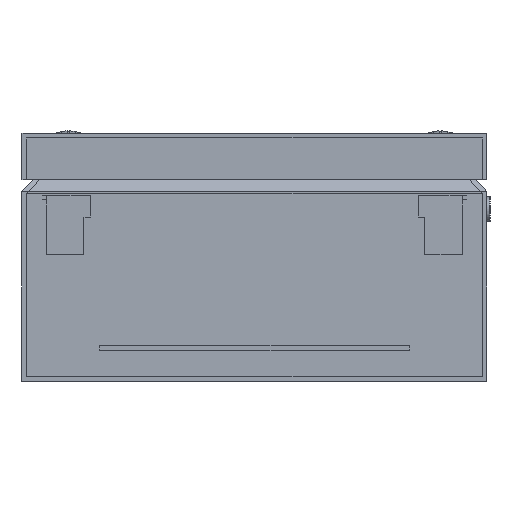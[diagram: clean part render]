
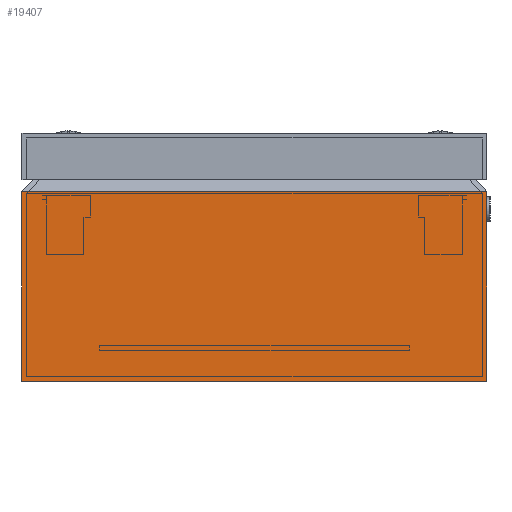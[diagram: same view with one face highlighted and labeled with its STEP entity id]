
A CAD part, left-side view. The second image highlights one B-rep face of the part: STEP entity #19407.
In plain terms, the highlighted planar face has unit normal (-1, 0, 0).
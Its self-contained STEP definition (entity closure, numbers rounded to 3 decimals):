
#308 = ORIENTED_EDGE ( 'NONE', *, *, #11696, .F. ) ;
#528 = AXIS2_PLACEMENT_3D ( 'NONE', #12589, #10870, #4115 ) ;
#676 = EDGE_CURVE ( 'NONE', #21788, #8493, #8938, .T. ) ;
#1620 = CARTESIAN_POINT ( 'NONE',  ( 0., 150., 0. ) ) ;
#3124 = CARTESIAN_POINT ( 'NONE',  ( 0., 0., 0. ) ) ;
#3961 = EDGE_CURVE ( 'NONE', #6874, #5753, #13599, .T. ) ;
#4115 = DIRECTION ( 'NONE',  ( 0., 0., 1. ) ) ;
#4738 = CARTESIAN_POINT ( 'NONE',  ( 0., 0., 0. ) ) ;
#5753 = VERTEX_POINT ( 'NONE', #17052 ) ;
#6372 = DIRECTION ( 'NONE',  ( 0., 1., 0. ) ) ;
#6874 = VERTEX_POINT ( 'NONE', #1620 ) ;
#7072 = DIRECTION ( 'NONE',  ( 0., 0., 1. ) ) ;
#7862 = FACE_OUTER_BOUND ( 'NONE', #14051, .T. ) ;
#8493 = VERTEX_POINT ( 'NONE', #13132 ) ;
#8523 = CARTESIAN_POINT ( 'NONE',  ( 0., 150., 0. ) ) ;
#8938 = LINE ( 'NONE', #21025, #15243 ) ;
#9476 = DIRECTION ( 'NONE',  ( 0., 0., 1. ) ) ;
#10870 = DIRECTION ( 'NONE',  ( -1., 0., 0. ) ) ;
#10994 = CARTESIAN_POINT ( 'NONE',  ( 0., 0., 61.167 ) ) ;
#11696 = EDGE_CURVE ( 'NONE', #21788, #6874, #16850, .T. ) ;
#12589 = CARTESIAN_POINT ( 'NONE',  ( 0., 0., 0. ) ) ;
#12666 = ORIENTED_EDGE ( 'NONE', *, *, #676, .T. ) ;
#13132 = CARTESIAN_POINT ( 'NONE',  ( 0., 0., 61.167 ) ) ;
#13599 = LINE ( 'NONE', #8523, #20810 ) ;
#13722 = DIRECTION ( 'NONE',  ( 0., 1., 0. ) ) ;
#13777 = EDGE_CURVE ( 'NONE', #8493, #5753, #15947, .T. ) ;
#13793 = ORIENTED_EDGE ( 'NONE', *, *, #3961, .F. ) ;
#14051 = EDGE_LOOP ( 'NONE', ( #15769, #13793, #308, #12666 ) ) ;
#14267 = PLANE ( 'NONE',  #528 ) ;
#14479 = VECTOR ( 'NONE', #13722, 1000. ) ;
#15243 = VECTOR ( 'NONE', #9476, 1000. ) ;
#15769 = ORIENTED_EDGE ( 'NONE', *, *, #13777, .T. ) ;
#15947 = LINE ( 'NONE', #10994, #16908 ) ;
#16850 = LINE ( 'NONE', #3124, #14479 ) ;
#16908 = VECTOR ( 'NONE', #6372, 1000. ) ;
#17052 = CARTESIAN_POINT ( 'NONE',  ( 0., 150., 61.167 ) ) ;
#19407 = ADVANCED_FACE ( 'NONE', ( #7862 ), #14267, .T. ) ;
#20810 = VECTOR ( 'NONE', #7072, 1000. ) ;
#21025 = CARTESIAN_POINT ( 'NONE',  ( 0., 0., 0. ) ) ;
#21788 = VERTEX_POINT ( 'NONE', #4738 ) ;
